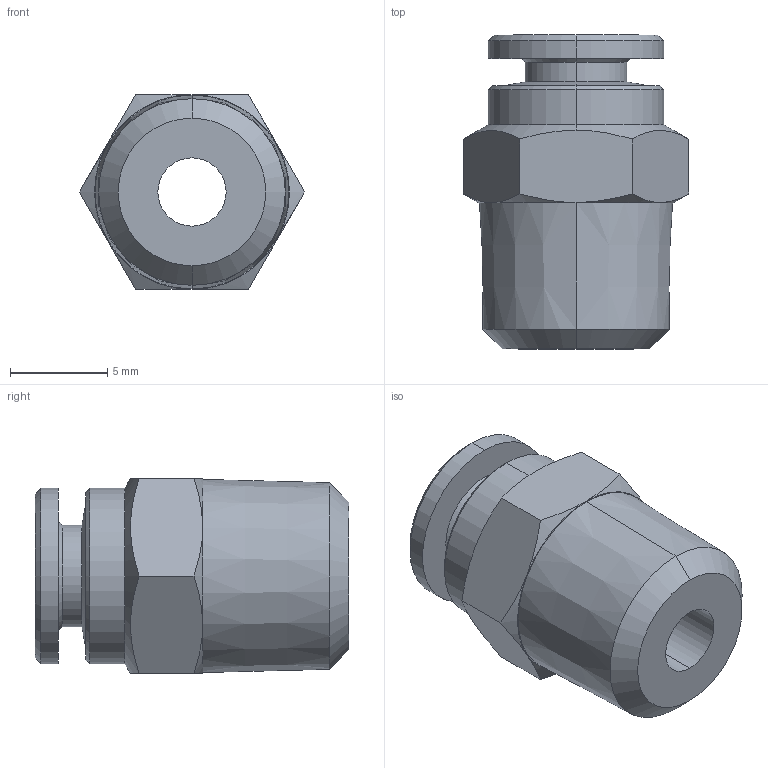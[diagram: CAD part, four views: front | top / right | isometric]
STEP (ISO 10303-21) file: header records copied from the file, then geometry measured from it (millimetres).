
FILE_DESCRIPTION (( 'STEP AP203' ), '1' );
FILE_NAME ('A0010011.STEP', '2009-01-16T15:53:05', ( '' ), ( 'sopra-pneumatic' ), 'SwSTEP 2.0', 'SolidWorks 2008', '' );
FILE_SCHEMA (( 'CONFIG_CONTROL_DESIGN' ));
Length unit declared in the file: millimetre
Products named in the file (1): A0010011
Bounding box: 11.55 x 16.1 x 10 mm (x, y, z)
Volume: 908.6 mm3; surface area: 866.4 mm2
Topology: 1 solids, 1 shells, 45 faces, 100 edges, 60 vertices
Faces by surface type: cone 24, plane 11, cylinder 10
Entity records: 1397 total; most frequent: CARTESIAN_POINT 322, DIRECTION 218, ORIENTED_EDGE 200, EDGE_CURVE 100, AXIS2_PLACEMENT_3D 92, VERTEX_POINT 60, EDGE_LOOP 50, CIRCLE 46
